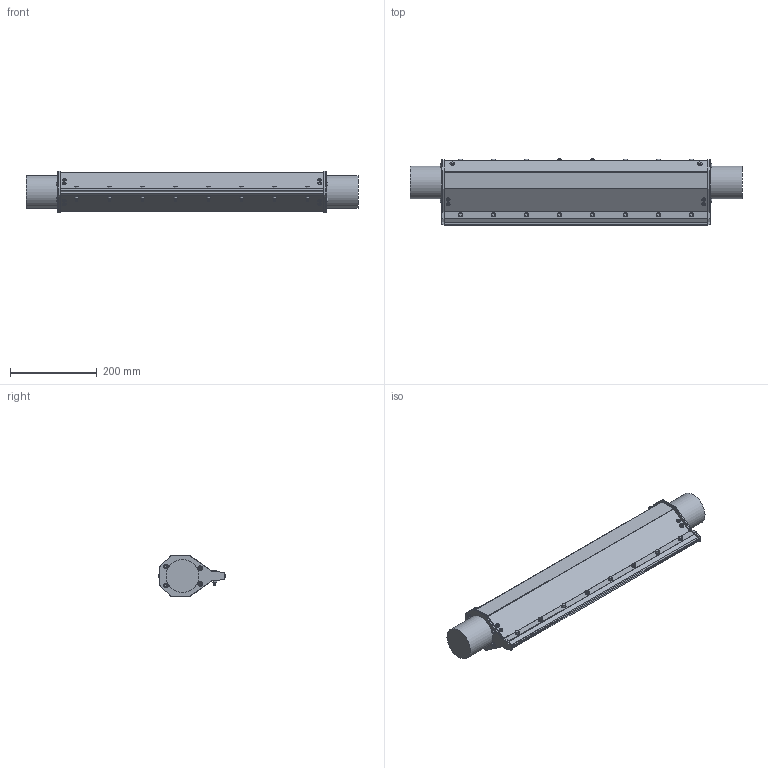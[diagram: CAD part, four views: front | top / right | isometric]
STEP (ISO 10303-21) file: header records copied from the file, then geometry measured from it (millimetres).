
FILE_DESCRIPTION(/* description */ (''),/* implementation_level */ '2;1');
FILE_NAME(/* name */ 'KAB1xxx24 DUMMY.stp',/* time_stamp */ '2018-02-20T10:35:56-05:00',/* author */ ('James'),/* organization */ (''),/* preprocessor_version */ 'ST-DEVELOPER v16.5',/* originating_system */ 'Autodesk Inventor 2017',/* authorisation */ '');
FILE_SCHEMA (('AUTOMOTIVE_DESIGN { 1 0 10303 214 3 1 1 }'));
Products named in the file (1): KAB1xxx24 DUMMY
Bounding box: 766.78 x 153.77 x 96.52 mm (x, y, z)
Volume: 5756570.1 mm3; surface area: 308095.8 mm2
Topology: 1 solids, 1 shells, 571 faces, 1238 edges, 804 vertices
Faces by surface type: plane 256, cylinder 143, cone 120, sphere 28, bspline 16, torus 8
Full cylindrical faces by diameter (mm): 7.6 x8, 8.5 x8, 9 x8, 9.5 x12, 10 x16, 10.135 x8, 10.5 x8, 11 x20, 76.2 x2
Entity records: 38438 total; most frequent: CARTESIAN_POINT 26798, DIRECTION 2378, ORIENTED_EDGE 2128, EDGE_CURVE 1064, AXIS2_PLACEMENT_3D 1014, EDGE_LOOP 828, VERTEX_POINT 752, FACE_OUTER_BOUND 571
